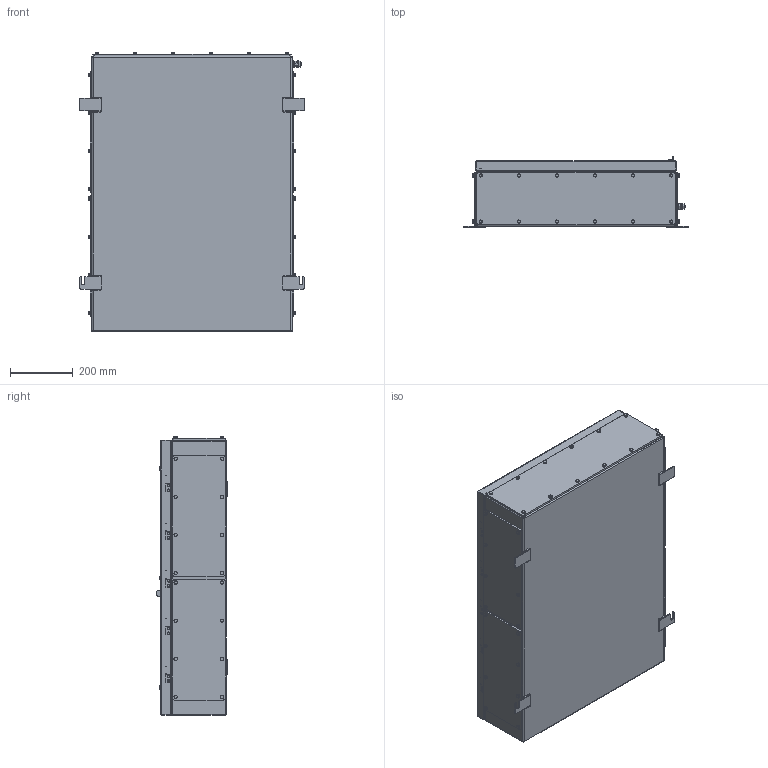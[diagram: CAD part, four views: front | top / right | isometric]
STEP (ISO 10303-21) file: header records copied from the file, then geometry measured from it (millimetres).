
FILE_DESCRIPTION(/* description */ (''),/* implementation_level */ '2;1');
FILE_NAME(/* name */ '920710_ZS8_3GP_210.stp',/* time_stamp */ '2023-07-24T17:31:12+05:00',/* author */ ('pradhakrishnan'),/* organization */ (''),/* preprocessor_version */ 'ST-DEVELOPER v18',/* originating_system */ 'Autodesk Inventor 2020',/* authorisation */ '');
FILE_SCHEMA (('AUTOMOTIVE_DESIGN { 1 0 10303 214 3 1 1 }'));
Products named in the file (1): 920710_ZS8_3GP_210
Bounding box: 721.4 x 228 x 891.6 mm (x, y, z)
Volume: 118110511.3 mm3; surface area: 2173293.7 mm2
Topology: 5 solids, 5 shells, 1919 faces, 4908 edges, 3105 vertices
Faces by surface type: plane 1016, cylinder 507, cone 304, bspline 71, torus 11, sphere 10
Full cylindrical faces by diameter (mm): 5.459 x42, 6.05 x5, 7.9 x5, 8 x10, 8.7 x45, 10 x5, 12.5 x3, 16 x1
Entity records: 61819 total; most frequent: CARTESIAN_POINT 14100, ORIENTED_EDGE 9824, DIRECTION 9537, EDGE_CURVE 4912, AXIS2_PLACEMENT_3D 3602, VERTEX_POINT 3118, LINE 2333, VECTOR 2333
